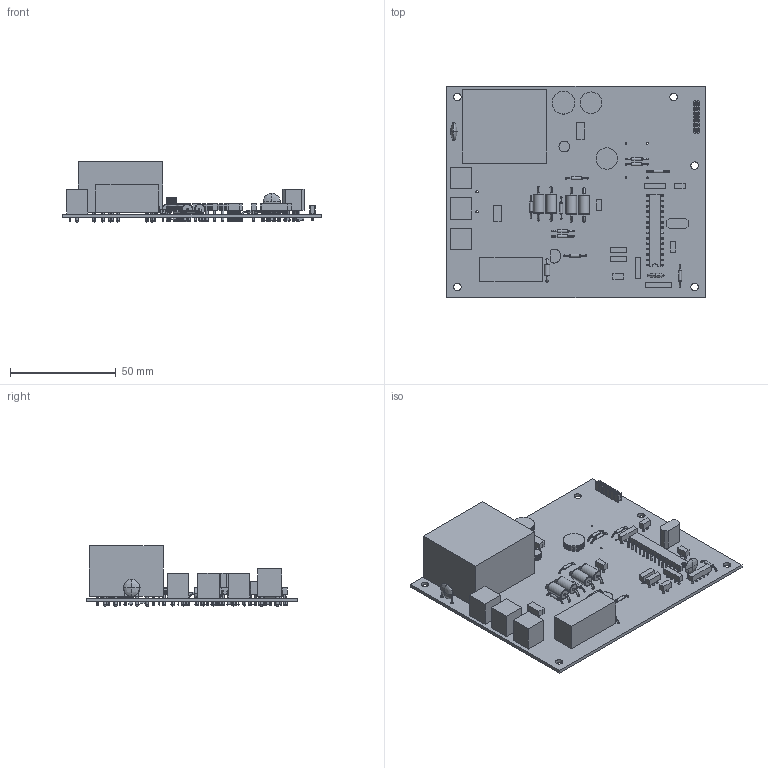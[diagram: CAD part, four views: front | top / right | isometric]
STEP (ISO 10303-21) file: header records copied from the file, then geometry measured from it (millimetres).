
FILE_DESCRIPTION(('PCB Model'),'2;1');
FILE_NAME('SHK - sterilizator.STEP','2020-04-27T03:30:18', ('steva'),('Unspecified'),'Open CASCADE STEP processor 6.8','Proteus', 'Unknown');
FILE_SCHEMA(('AUTOMOTIVE_DESIGN { 1 0 10303 214 1 1 1 1 }'));
Length unit declared in the file: millimetre
Products named in the file (181): Open CASCADE STEP translator 6.8 1; Layer_1; RT1; Open CASCADE STEP translator 6.8 1.2.1; Body_1; Pin_1; Pin_2; BR1; Open CASCADE STEP translator 6.8 1.3.1; Pin_3; Pin_4; C1; Open CASCADE STEP translator 6.8 1.4.1; U1; Open CASCADE STEP translator 6.8 1.5.1; C3; D1; Open CASCADE STEP translator 6.8 1.7.1; AC; Open CASCADE STEP translator 6.8 1.8.1; MOTOR; UV; RL1_UV; Open CASCADE STEP translator 6.8 1.11.1; Pin_5; Q1; Open CASCADE STEP translator 6.8 1.12.1; R6; Open CASCADE STEP translator 6.8 1.13.1; D3; Open CASCADE STEP translator 6.8 1.14.1; U4; Open CASCADE STEP translator 6.8 1.15.1; Pin_6; Pin_7; Pin_8; Pin_9; Pin_10; Pin_11; Pin_12 ...
Assembly tree (204 placements, depth 4):
  Open CASCADE STEP translator 6.8 1
    Layer_1
    RT1
      Open CASCADE STEP translator 6.8 1.2.1
        Body_1
        Pin_1
        Pin_2
    BR1
      Open CASCADE STEP translator 6.8 1.3.1
        Body_1
        Pin_1
        Pin_2
        Pin_3
        Pin_4
    C1
      Open CASCADE STEP translator 6.8 1.4.1
        Body_1
        Pin_1
        Pin_2
    U1
      Open CASCADE STEP translator 6.8 1.5.1
        Body_1
        Pin_1
        Pin_2
        Pin_3
    C3
      Open CASCADE STEP translator 6.8 1.4.1
        Body_1
        Pin_1
        Pin_2
    D1
      Open CASCADE STEP translator 6.8 1.7.1
        Body_1
        Pin_1
        Pin_2
    AC
      Open CASCADE STEP translator 6.8 1.8.1
        Body_1
        Pin_1
        Pin_2
    MOTOR
      Open CASCADE STEP translator 6.8 1.8.1
        Body_1
        Pin_1
        Pin_2
    UV
      Open CASCADE STEP translator 6.8 1.8.1
        Body_1
        Pin_1
        Pin_2
    RL1_UV
      Open CASCADE STEP translator 6.8 1.11.1
        Body_1
        Pin_1
        Pin_2
        Pin_3
        Pin_4
        Pin_5
    Q1
      Open CASCADE STEP translator 6.8 1.12.1
Bounding box: 122.5 x 100 x 28.71 mm (x, y, z)
Volume: 65229.2 mm3; surface area: 43809.8 mm2
Topology: 185 solids, 185 shells, 2220 faces, 5354 edges, 2988 vertices
Faces by surface type: cylinder 698, plane 610, sphere 506, bspline 128, torus 128, cone 120, extrusion 30
Entity records: 53697 total; most frequent: CARTESIAN_POINT 9234, DIRECTION 7971, ORIENTED_EDGE 6992, EDGE_CURVE 3496, AXIS2_PLACEMENT_3D 3249, VERTEX_POINT 2186, FACE_BOUND 1862, EDGE_LOOP 1862
